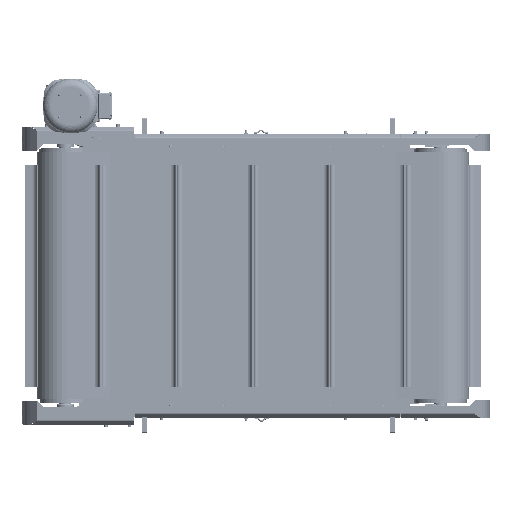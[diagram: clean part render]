
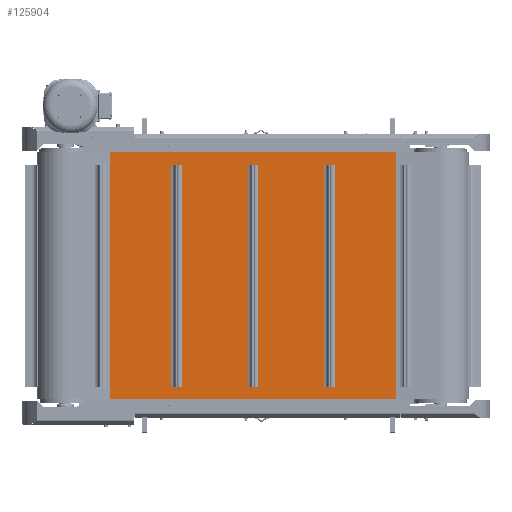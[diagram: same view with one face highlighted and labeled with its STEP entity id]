
A CAD part, left-side view. The second image highlights one B-rep face of the part: STEP entity #125904.
In plain terms, the highlighted planar face has unit normal (-1, 0, 0).
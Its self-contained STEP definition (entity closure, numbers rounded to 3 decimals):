
#2434=FACE_BOUND('',#22945,.T.);
#2435=FACE_BOUND('',#22946,.T.);
#2436=FACE_BOUND('',#22947,.T.);
#7238=PLANE('',#136487);
#15296=FACE_OUTER_BOUND('',#22944,.T.);
#22944=EDGE_LOOP('',(#109081,#109082,#109083,#109084));
#22945=EDGE_LOOP('',(#109085,#109086,#109087,#109088));
#22946=EDGE_LOOP('',(#109089,#109090,#109091,#109092));
#22947=EDGE_LOOP('',(#109093,#109094,#109095,#109096));
#33317=LINE('',#215248,#43975);
#33321=LINE('',#215256,#43979);
#33334=LINE('',#215290,#43992);
#33336=LINE('',#215293,#43994);
#33337=LINE('',#215297,#43995);
#33341=LINE('',#215305,#43999);
#33354=LINE('',#215339,#44012);
#33356=LINE('',#215342,#44014);
#33357=LINE('',#215346,#44015);
#33361=LINE('',#215354,#44019);
#33374=LINE('',#215388,#44032);
#33376=LINE('',#215391,#44034);
#33549=LINE('',#215817,#44207);
#33555=LINE('',#215833,#44213);
#33567=LINE('',#215860,#44225);
#33568=LINE('',#215862,#44226);
#43975=VECTOR('',#166605,10.);
#43979=VECTOR('',#166611,10.);
#43992=VECTOR('',#166644,10.);
#43994=VECTOR('',#166648,10.);
#43995=VECTOR('',#166651,10.);
#43999=VECTOR('',#166657,10.);
#44012=VECTOR('',#166690,10.);
#44014=VECTOR('',#166694,10.);
#44015=VECTOR('',#166697,10.);
#44019=VECTOR('',#166703,10.);
#44032=VECTOR('',#166736,10.);
#44034=VECTOR('',#166740,10.);
#44207=VECTOR('',#167143,10.);
#44213=VECTOR('',#167155,10.);
#44225=VECTOR('',#167183,10.);
#44226=VECTOR('',#167186,10.);
#59457=VERTEX_POINT('',#215246);
#59458=VERTEX_POINT('',#215247);
#59461=VERTEX_POINT('',#215255);
#59472=VERTEX_POINT('',#215289);
#59473=VERTEX_POINT('',#215295);
#59474=VERTEX_POINT('',#215296);
#59477=VERTEX_POINT('',#215304);
#59488=VERTEX_POINT('',#215338);
#59489=VERTEX_POINT('',#215344);
#59490=VERTEX_POINT('',#215345);
#59493=VERTEX_POINT('',#215353);
#59504=VERTEX_POINT('',#215387);
#59641=VERTEX_POINT('',#215815);
#59642=VERTEX_POINT('',#215816);
#59649=VERTEX_POINT('',#215832);
#59656=VERTEX_POINT('',#215858);
#76014=EDGE_CURVE('',#59457,#59458,#33317,.T.);
#76018=EDGE_CURVE('',#59461,#59457,#33321,.T.);
#76035=EDGE_CURVE('',#59472,#59461,#33334,.T.);
#76037=EDGE_CURVE('',#59458,#59472,#33336,.T.);
#76038=EDGE_CURVE('',#59473,#59474,#33337,.T.);
#76042=EDGE_CURVE('',#59477,#59473,#33341,.T.);
#76059=EDGE_CURVE('',#59488,#59477,#33354,.T.);
#76061=EDGE_CURVE('',#59474,#59488,#33356,.T.);
#76062=EDGE_CURVE('',#59489,#59490,#33357,.T.);
#76066=EDGE_CURVE('',#59493,#59489,#33361,.T.);
#76083=EDGE_CURVE('',#59504,#59493,#33374,.T.);
#76085=EDGE_CURVE('',#59490,#59504,#33376,.T.);
#76294=EDGE_CURVE('',#59641,#59642,#33549,.T.);
#76302=EDGE_CURVE('',#59649,#59642,#33555,.T.);
#76316=EDGE_CURVE('',#59641,#59656,#33567,.T.);
#76317=EDGE_CURVE('',#59649,#59656,#33568,.T.);
#109081=ORIENTED_EDGE('',*,*,#76316,.T.);
#109082=ORIENTED_EDGE('',*,*,#76317,.F.);
#109083=ORIENTED_EDGE('',*,*,#76302,.T.);
#109084=ORIENTED_EDGE('',*,*,#76294,.F.);
#109085=ORIENTED_EDGE('',*,*,#76018,.T.);
#109086=ORIENTED_EDGE('',*,*,#76014,.T.);
#109087=ORIENTED_EDGE('',*,*,#76037,.T.);
#109088=ORIENTED_EDGE('',*,*,#76035,.T.);
#109089=ORIENTED_EDGE('',*,*,#76042,.T.);
#109090=ORIENTED_EDGE('',*,*,#76038,.T.);
#109091=ORIENTED_EDGE('',*,*,#76061,.T.);
#109092=ORIENTED_EDGE('',*,*,#76059,.T.);
#109093=ORIENTED_EDGE('',*,*,#76066,.T.);
#109094=ORIENTED_EDGE('',*,*,#76062,.T.);
#109095=ORIENTED_EDGE('',*,*,#76085,.T.);
#109096=ORIENTED_EDGE('',*,*,#76083,.T.);
#125904=ADVANCED_FACE('',(#15296,#2434,#2435,#2436),#7238,.T.);
#136487=AXIS2_PLACEMENT_3D('',#215861,#167184,#167185);
#166605=DIRECTION('',(0.,0.,1.));
#166611=DIRECTION('',(0.,1.,0.));
#166644=DIRECTION('',(0.,0.,-1.));
#166648=DIRECTION('',(0.,-1.,0.));
#166651=DIRECTION('',(0.,0.,1.));
#166657=DIRECTION('',(0.,1.,0.));
#166690=DIRECTION('',(0.,0.,-1.));
#166694=DIRECTION('',(0.,-1.,0.));
#166697=DIRECTION('',(0.,0.,1.));
#166703=DIRECTION('',(0.,1.,0.));
#166736=DIRECTION('',(0.,0.,-1.));
#166740=DIRECTION('',(0.,-1.,0.));
#167143=DIRECTION('',(0.,1.,0.));
#167155=DIRECTION('',(0.,0.,-1.));
#167183=DIRECTION('',(0.,0.,1.));
#167184=DIRECTION('center_axis',(-1.,0.,0.));
#167185=DIRECTION('ref_axis',(0.,-1.,0.));
#167186=DIRECTION('',(0.,-1.,0.));
#215246=CARTESIAN_POINT('',(-201.85,-310.232,-450.));
#215247=CARTESIAN_POINT('',(-201.85,-310.232,450.));
#215248=CARTESIAN_POINT('',(-201.85,-310.232,0.));
#215255=CARTESIAN_POINT('',(-201.85,-354.232,-450.));
#215256=CARTESIAN_POINT('',(-201.85,112.641,-450.));
#215289=CARTESIAN_POINT('',(-201.85,-354.232,450.));
#215290=CARTESIAN_POINT('',(-201.85,-354.232,0.));
#215293=CARTESIAN_POINT('',(-201.85,112.641,450.));
#215295=CARTESIAN_POINT('',(-201.85,-0.135,-450.));
#215296=CARTESIAN_POINT('',(-201.85,-0.135,450.));
#215297=CARTESIAN_POINT('',(-201.85,-0.135,0.));
#215304=CARTESIAN_POINT('',(-201.85,-44.135,-450.));
#215305=CARTESIAN_POINT('',(-201.85,267.689,-450.));
#215338=CARTESIAN_POINT('',(-201.85,-44.135,450.));
#215339=CARTESIAN_POINT('',(-201.85,-44.135,0.));
#215342=CARTESIAN_POINT('',(-201.85,267.689,450.));
#215344=CARTESIAN_POINT('',(-201.85,309.962,-450.));
#215345=CARTESIAN_POINT('',(-201.85,309.962,450.));
#215346=CARTESIAN_POINT('',(-201.85,309.962,0.));
#215353=CARTESIAN_POINT('',(-201.85,265.962,-450.));
#215354=CARTESIAN_POINT('',(-201.85,422.737,-450.));
#215387=CARTESIAN_POINT('',(-201.85,265.962,450.));
#215388=CARTESIAN_POINT('',(-201.85,265.962,0.));
#215391=CARTESIAN_POINT('',(-201.85,422.737,450.));
#215815=CARTESIAN_POINT('',(-201.85,-601.513,-500.));
#215816=CARTESIAN_POINT('',(-201.85,557.513,-500.));
#215817=CARTESIAN_POINT('',(-201.85,557.513,-500.));
#215832=CARTESIAN_POINT('',(-201.85,557.513,500.));
#215833=CARTESIAN_POINT('',(-201.85,557.513,0.));
#215858=CARTESIAN_POINT('',(-201.85,-601.513,500.));
#215860=CARTESIAN_POINT('',(-201.85,-601.513,0.));
#215861=CARTESIAN_POINT('Origin',(-201.85,557.513,0.));
#215862=CARTESIAN_POINT('',(-201.85,557.513,500.));
